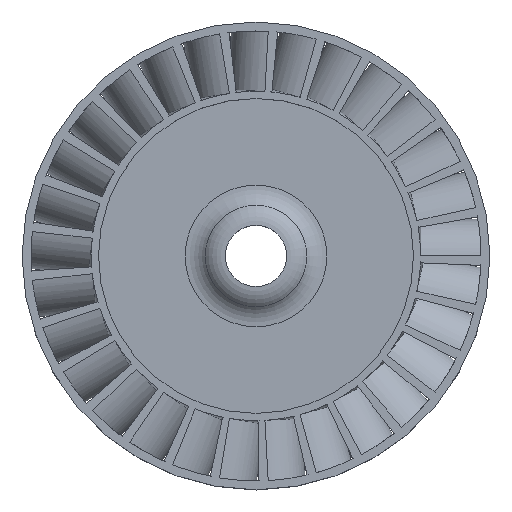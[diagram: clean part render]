
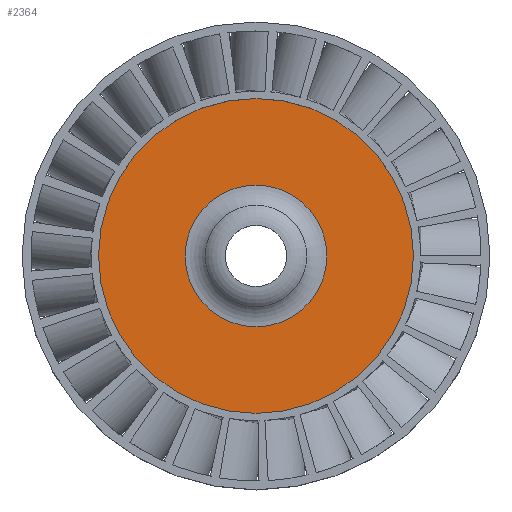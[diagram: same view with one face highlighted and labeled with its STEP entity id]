
A CAD part, top view. The second image highlights one B-rep face of the part: STEP entity #2364.
In plain terms, the highlighted planar face has unit normal (0, 0, 1).
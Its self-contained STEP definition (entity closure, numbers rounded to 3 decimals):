
#434=FACE_BOUND('',#634,.T.);
#496=PLANE('',#2526);
#504=FACE_OUTER_BOUND('',#633,.T.);
#633=EDGE_LOOP('',(#1637));
#634=EDGE_LOOP('',(#1638));
#826=CIRCLE('',#2523,7.872);
#828=CIRCLE('',#2527,17.5);
#1012=VERTEX_POINT('',#3430);
#1014=VERTEX_POINT('',#3437);
#1260=EDGE_CURVE('',#1012,#1012,#826,.T.);
#1262=EDGE_CURVE('',#1014,#1014,#828,.T.);
#1637=ORIENTED_EDGE('',*,*,#1262,.T.);
#1638=ORIENTED_EDGE('',*,*,#1260,.F.);
#2364=ADVANCED_FACE('',(#504,#434),#496,.T.);
#2523=AXIS2_PLACEMENT_3D('',#3432,#2798,#2799);
#2526=AXIS2_PLACEMENT_3D('',#3436,#2804,#2805);
#2527=AXIS2_PLACEMENT_3D('',#3438,#2806,#2807);
#2798=DIRECTION('center_axis',(0.,0.,1.));
#2799=DIRECTION('ref_axis',(-1.,0.,0.));
#2804=DIRECTION('center_axis',(0.,0.,1.));
#2805=DIRECTION('ref_axis',(1.,0.,0.));
#2806=DIRECTION('center_axis',(0.,0.,1.));
#2807=DIRECTION('ref_axis',(-1.,0.,0.));
#3430=CARTESIAN_POINT('',(7.872,0.,1.));
#3432=CARTESIAN_POINT('Origin',(0.,0.,1.));
#3436=CARTESIAN_POINT('Origin',(0.,0.,1.));
#3437=CARTESIAN_POINT('',(17.5,0.,1.));
#3438=CARTESIAN_POINT('Origin',(0.,0.,1.));
